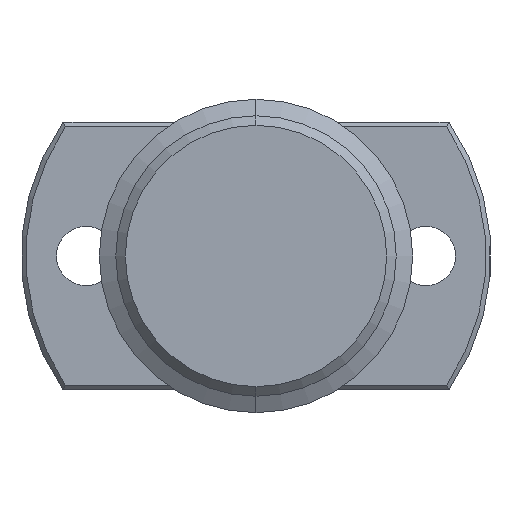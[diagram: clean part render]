
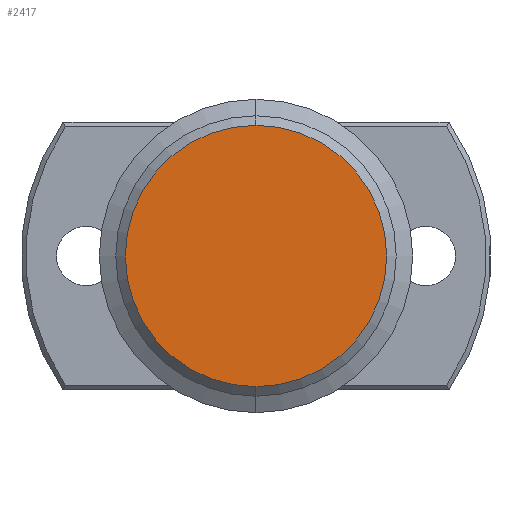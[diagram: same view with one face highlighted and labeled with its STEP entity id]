
A CAD part, left-side view. The second image highlights one B-rep face of the part: STEP entity #2417.
In plain terms, the highlighted planar face has unit normal (-1, 0, 0).
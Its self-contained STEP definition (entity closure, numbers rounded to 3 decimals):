
#41 = DIRECTION ( 'NONE',  ( 0., 0., -1. ) ) ;
#182 = CARTESIAN_POINT ( 'NONE',  ( -11.85, 0., -2.755 ) ) ;
#364 = DIRECTION ( 'NONE',  ( 0., 0., -1. ) ) ;
#440 = AXIS2_PLACEMENT_3D ( 'NONE', #649, #836, #1052 ) ;
#649 = CARTESIAN_POINT ( 'NONE',  ( -11.85, 0., 0. ) ) ;
#757 = DIRECTION ( 'NONE',  ( -1., 0., 0. ) ) ;
#798 = FACE_OUTER_BOUND ( 'NONE', #2052, .T. ) ;
#836 = DIRECTION ( 'NONE',  ( 1., 0., 0. ) ) ;
#862 = AXIS2_PLACEMENT_3D ( 'NONE', #2459, #900, #41 ) ;
#900 = DIRECTION ( 'NONE',  ( -1., 0., 0. ) ) ;
#1052 = DIRECTION ( 'NONE',  ( 0., 0., -1. ) ) ;
#1071 = EDGE_CURVE ( 'NONE', #1622, #1462, #1182, .T. ) ;
#1182 = CIRCLE ( 'NONE', #1742, 2.755 ) ;
#1262 = ORIENTED_EDGE ( 'NONE', *, *, #1071, .T. ) ;
#1462 = VERTEX_POINT ( 'NONE', #1531 ) ;
#1531 = CARTESIAN_POINT ( 'NONE',  ( -11.85, 0., 2.755 ) ) ;
#1622 = VERTEX_POINT ( 'NONE', #182 ) ;
#1742 = AXIS2_PLACEMENT_3D ( 'NONE', #2371, #757, #364 ) ;
#1744 = ORIENTED_EDGE ( 'NONE', *, *, #2470, .T. ) ;
#2038 = PLANE ( 'NONE',  #440 ) ;
#2052 = EDGE_LOOP ( 'NONE', ( #1262, #1744 ) ) ;
#2371 = CARTESIAN_POINT ( 'NONE',  ( -11.85, 0., 0. ) ) ;
#2417 = ADVANCED_FACE ( 'NONE', ( #798 ), #2038, .F. ) ;
#2459 = CARTESIAN_POINT ( 'NONE',  ( -11.85, 0., 0. ) ) ;
#2470 = EDGE_CURVE ( 'NONE', #1462, #1622, #2561, .T. ) ;
#2561 = CIRCLE ( 'NONE', #862, 2.755 ) ;
